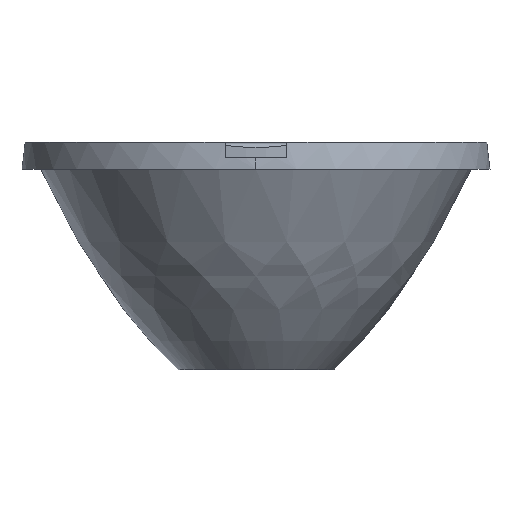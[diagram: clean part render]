
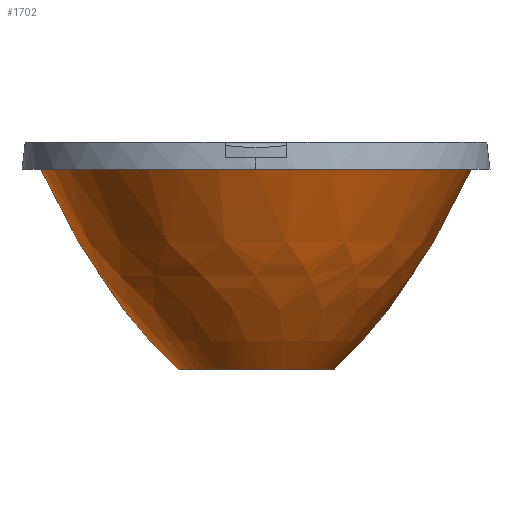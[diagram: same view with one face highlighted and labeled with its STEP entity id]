
A CAD part, left-side view. The second image highlights one B-rep face of the part: STEP entity #1702.
In plain terms, the highlighted face is a revolution surface.
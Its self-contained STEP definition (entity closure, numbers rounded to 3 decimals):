
#163=CARTESIAN_POINT('',(0.,0.,9.222));
#164=DIRECTION('',(0.,0.,1.));
#165=DIRECTION('',(0.,1.,0.));
#166=AXIS2_PLACEMENT_3D('',#163,#164,#165);
#168=CARTESIAN_POINT('',(0.,-9.655,9.222));
#169=CARTESIAN_POINT('',(0.,-8.647,7.035));
#170=CARTESIAN_POINT('',(0.,-6.846,3.813));
#171=CARTESIAN_POINT('',(0.,-4.396,1.086));
#172=CARTESIAN_POINT('',(0.,-3.5,0.23));
#174=CARTESIAN_POINT('',(0.,9.655,9.222));
#175=CARTESIAN_POINT('',(0.,8.647,7.035));
#176=CARTESIAN_POINT('',(0.,6.846,3.813));
#177=CARTESIAN_POINT('',(0.,4.396,1.086));
#178=CARTESIAN_POINT('',(0.,3.5,0.23));
#185=CARTESIAN_POINT('',(0.,0.,0.23));
#186=DIRECTION('',(0.,0.,-1.));
#187=DIRECTION('',(0.,-1.,0.));
#188=AXIS2_PLACEMENT_3D('',#185,#186,#187);
#1271=CARTESIAN_POINT('',(0.,-3.5,0.23));
#1272=CARTESIAN_POINT('',(0.,3.5,0.23));
#1273=VERTEX_POINT('',#1271);
#1274=VERTEX_POINT('',#1272);
#1357=CARTESIAN_POINT('',(0.,-9.655,9.222));
#1358=CARTESIAN_POINT('',(0.,9.655,9.222));
#1359=VERTEX_POINT('',#1357);
#1360=VERTEX_POINT('',#1358);
#1684=CARTESIAN_POINT('',(0.,-3.421,0.154));
#1685=CARTESIAN_POINT('',(0.,-3.447,0.18));
#1686=CARTESIAN_POINT('',(0.,-4.372,1.059));
#1687=CARTESIAN_POINT('',(0.,-6.87,3.841));
#1688=CARTESIAN_POINT('',(0.,-8.683,7.099));
#1689=CARTESIAN_POINT('',(0.,-9.701,9.321));
#1691=CARTESIAN_POINT('',(0.,0.,4.182));
#1692=DIRECTION('',(0.,0.,1.));
#1693=AXIS1_PLACEMENT('',#1691,#1692);
#1694=SURFACE_OF_REVOLUTION('',#1690,#1693);
#1696=ORIENTED_EDGE('',*,*,#1695,.T.);
#1697=ORIENTED_EDGE('',*,*,#1677,.F.);
#1698=ORIENTED_EDGE('',*,*,#1658,.T.);
#1699=ORIENTED_EDGE('',*,*,#1674,.T.);
#1700=EDGE_LOOP('',(#1696,#1697,#1698,#1699));
#1701=FACE_OUTER_BOUND('',#1700,.F.);
#167=CIRCLE('',#166,9.655);
#173=B_SPLINE_CURVE_WITH_KNOTS('',3,(#168,#169,#170,#171,#172),.UNSPECIFIED.,
.F.,.F.,(4,1,4),(0.,0.661,1.),.UNSPECIFIED.);
#179=B_SPLINE_CURVE_WITH_KNOTS('',3,(#174,#175,#176,#177,#178),.UNSPECIFIED.,
.F.,.F.,(4,1,4),(0.,0.661,1.),.UNSPECIFIED.);
#189=CIRCLE('',#188,3.5);
#1658=EDGE_CURVE('',#1360,#1359,#167,.T.);
#1674=EDGE_CURVE('',#1359,#1273,#173,.T.);
#1677=EDGE_CURVE('',#1360,#1274,#179,.T.);
#1690=B_SPLINE_CURVE_WITH_KNOTS('',3,(#1684,#1685,#1686,#1687,#1688,#1689),
.UNSPECIFIED.,.F.,.F.,(4,1,1,4),(0.,0.01,0.343,1.),
.UNSPECIFIED.);
#1695=EDGE_CURVE('',#1273,#1274,#189,.T.);
#1702=ADVANCED_FACE('',(#1701),#1694,.T.);
